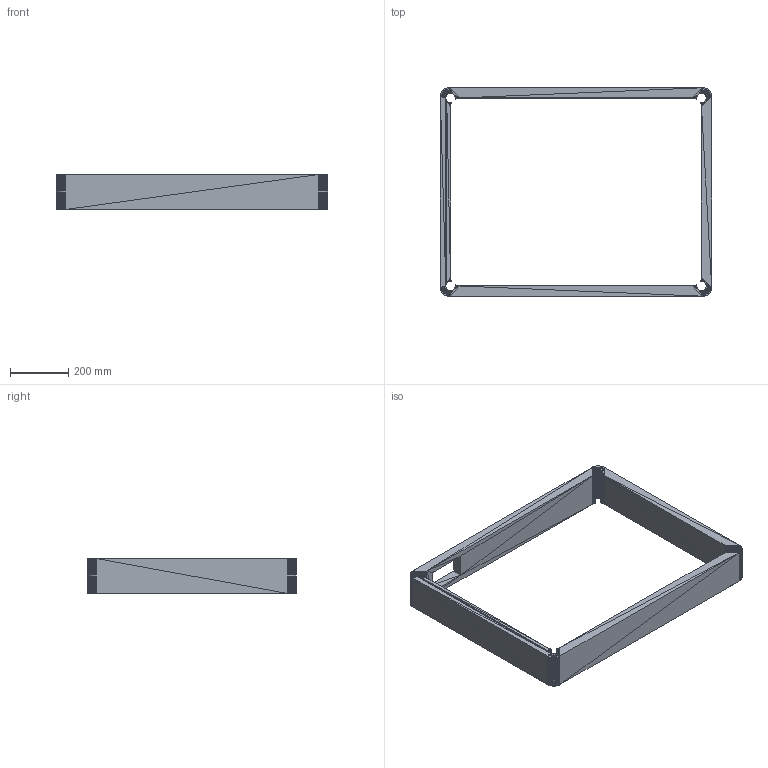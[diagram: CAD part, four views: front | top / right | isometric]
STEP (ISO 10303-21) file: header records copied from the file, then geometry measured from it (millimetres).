
FILE_DESCRIPTION(('STEP AP214'),'1');
FILE_NAME('result.stp','2026-02-11T21:51:19',(' '),(' '),'Spatial InterOp 3D',' ',' ');
FILE_SCHEMA(('automotive_design'));
Length unit declared in the file: metre
Products named in the file (1): Root
Bounding box: 931 x 715 x 120 mm (x, y, z)
Surface area: 983323.5 mm2 (no closed solid volume)
Topology: 0 solids, 1268 shells, 1268 faces, 3804 edges, 1896 vertices
Faces by surface type: plane 1268
Entity records: 41856 total; most frequent: DIRECTION 6342, ORIENTED_EDGE 3804, EDGE_CURVE 3804, LINE 3804, VECTOR 3804, CARTESIAN_POINT 1897, VERTEX_POINT 1896, AXIS2_PLACEMENT_3D 1269
